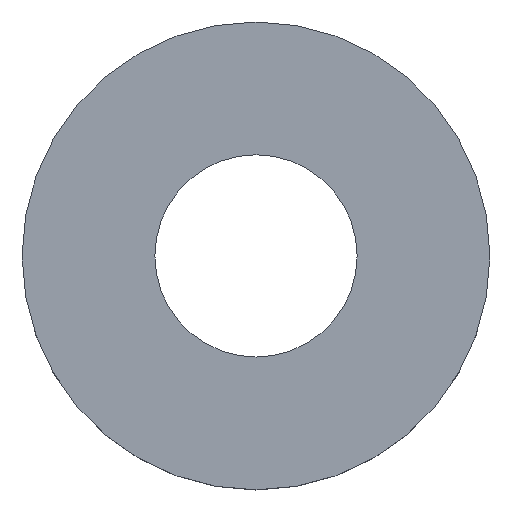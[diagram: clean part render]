
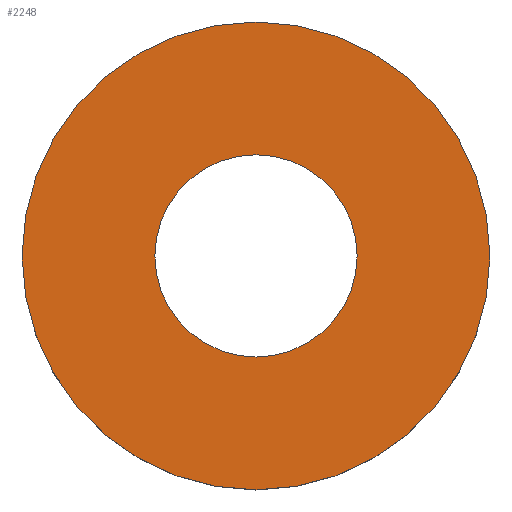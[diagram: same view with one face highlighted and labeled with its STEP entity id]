
A CAD part, top view. The second image highlights one B-rep face of the part: STEP entity #2248.
In plain terms, the highlighted planar face has unit normal (0, 0, 1).
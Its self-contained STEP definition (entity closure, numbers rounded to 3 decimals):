
#19=FACE_BOUND('',#386,.T.);
#24=PLANE('',#2615);
#260=FACE_OUTER_BOUND('',#385,.T.);
#385=EDGE_LOOP('',(#2125));
#386=EDGE_LOOP('',(#2126));
#620=CIRCLE('',#2265,32.2);
#850=CIRCLE('',#2501,74.5);
#852=VERTEX_POINT('',#3444);
#1082=VERTEX_POINT('',#3913);
#1085=EDGE_CURVE('',#852,#852,#620,.T.);
#1318=EDGE_CURVE('',#1082,#1082,#850,.T.);
#2125=ORIENTED_EDGE('',*,*,#1318,.T.);
#2126=ORIENTED_EDGE('',*,*,#1085,.T.);
#2248=ADVANCED_FACE('',(#260,#19),#24,.T.);
#2265=AXIS2_PLACEMENT_3D('',#3446,#2623,#2624);
#2501=AXIS2_PLACEMENT_3D('',#3915,#3098,#3099);
#2615=AXIS2_PLACEMENT_3D('',#4141,#3438,#3439);
#2623=DIRECTION('center_axis',(0.,0.,-1.));
#2624=DIRECTION('ref_axis',(1.,0.,0.));
#3098=DIRECTION('center_axis',(0.,0.,1.));
#3099=DIRECTION('ref_axis',(1.,0.,0.));
#3438=DIRECTION('center_axis',(0.,0.,1.));
#3439=DIRECTION('ref_axis',(1.,0.,0.));
#3444=CARTESIAN_POINT('',(-32.2,0.,135.));
#3446=CARTESIAN_POINT('Origin',(0.,0.,135.));
#3913=CARTESIAN_POINT('',(-74.5,0.,135.));
#3915=CARTESIAN_POINT('Origin',(0.,0.,135.));
#4141=CARTESIAN_POINT('Origin',(0.,0.,135.));
